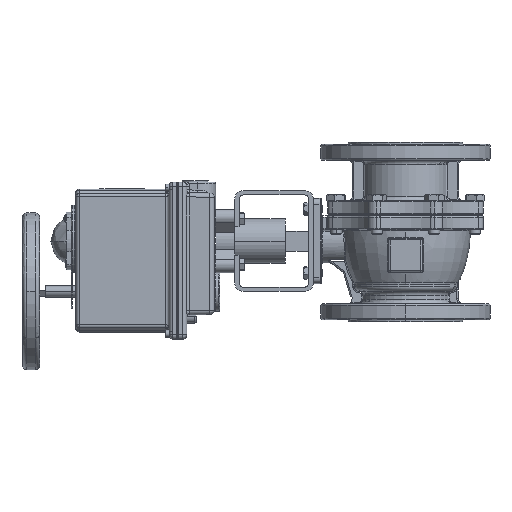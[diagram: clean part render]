
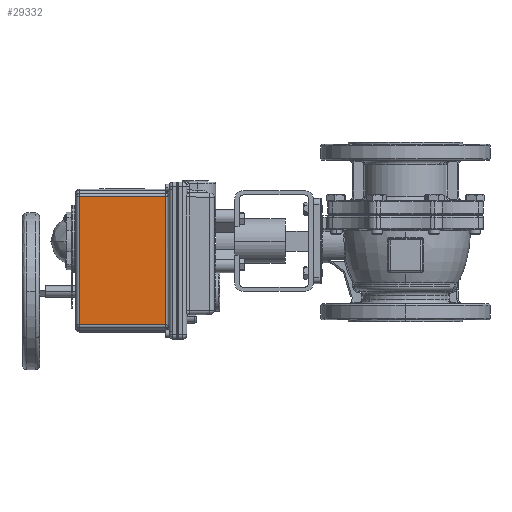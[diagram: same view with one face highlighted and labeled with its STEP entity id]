
A CAD part, left-side view. The second image highlights one B-rep face of the part: STEP entity #29332.
In plain terms, the highlighted planar face has unit normal (-1, 0, 0).
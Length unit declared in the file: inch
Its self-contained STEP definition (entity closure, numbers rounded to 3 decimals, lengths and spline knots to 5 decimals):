
#652 = ORIENTED_EDGE ( 'NONE', *, *, #25776, .F. ) ;
#1335 = ORIENTED_EDGE ( 'NONE', *, *, #25495, .F. ) ;
#2089 = VECTOR ( 'NONE', #17812, 39.37008 ) ;
#2948 = DIRECTION ( 'NONE',  ( 1., 0., 0. ) ) ;
#3826 = VERTEX_POINT ( 'NONE', #8171 ) ;
#4680 = AXIS2_PLACEMENT_3D ( 'NONE', #27713, #2948, #31845 ) ;
#4997 = DIRECTION ( 'NONE',  ( 0., 0., 1. ) ) ;
#6885 = PLANE ( 'NONE',  #4680 ) ;
#7469 = ORIENTED_EDGE ( 'NONE', *, *, #52615, .F. ) ;
#8171 = CARTESIAN_POINT ( 'NONE',  ( -2.065, 10.6725, -3.73733 ) ) ;
#9282 = VECTOR ( 'NONE', #34544, 39.37008 ) ;
#10562 = LINE ( 'NONE', #30439, #9282 ) ;
#14328 = LINE ( 'NONE', #26164, #2089 ) ;
#14652 = VECTOR ( 'NONE', #19228, 39.37008 ) ;
#15068 = CARTESIAN_POINT ( 'NONE',  ( -2.065, 14.7025, -3.73733 ) ) ;
#15976 = LINE ( 'NONE', #15068, #14652 ) ;
#17812 = DIRECTION ( 'NONE',  ( 0., 0., 1. ) ) ;
#19228 = DIRECTION ( 'NONE',  ( 0., 1., 0. ) ) ;
#19848 = VERTEX_POINT ( 'NONE', #31580 ) ;
#24585 = VERTEX_POINT ( 'NONE', #34546 ) ;
#25495 = EDGE_CURVE ( 'NONE', #45653, #19848, #37297, .T. ) ;
#25776 = EDGE_CURVE ( 'NONE', #3826, #45653, #15976, .T. ) ;
#26164 = CARTESIAN_POINT ( 'NONE',  ( -2.065, 10.6725, 2.315 ) ) ;
#26374 = VECTOR ( 'NONE', #4997, 39.37008 ) ;
#27713 = CARTESIAN_POINT ( 'NONE',  ( -2.065, 14.7025, 2.315 ) ) ;
#29332 = ADVANCED_FACE ( 'NONE', ( #38900 ), #6885, .F. ) ;
#29504 = EDGE_LOOP ( 'NONE', ( #7469, #1335, #652, #35217 ) ) ;
#30121 = EDGE_CURVE ( 'NONE', #3826, #24585, #14328, .T. ) ;
#30439 = CARTESIAN_POINT ( 'NONE',  ( -2.065, 14.7025, 1.98733 ) ) ;
#31580 = CARTESIAN_POINT ( 'NONE',  ( -2.065, 14.515, 1.98733 ) ) ;
#31845 = DIRECTION ( 'NONE',  ( 0., 0., -1. ) ) ;
#34544 = DIRECTION ( 'NONE',  ( 0., -1., 0. ) ) ;
#34546 = CARTESIAN_POINT ( 'NONE',  ( -2.065, 10.6725, 1.98733 ) ) ;
#35217 = ORIENTED_EDGE ( 'NONE', *, *, #30121, .T. ) ;
#37297 = LINE ( 'NONE', #42154, #26374 ) ;
#38900 = FACE_OUTER_BOUND ( 'NONE', #29504, .T. ) ;
#42154 = CARTESIAN_POINT ( 'NONE',  ( -2.065, 14.515, 2.315 ) ) ;
#45653 = VERTEX_POINT ( 'NONE', #51237 ) ;
#51237 = CARTESIAN_POINT ( 'NONE',  ( -2.065, 14.515, -3.73733 ) ) ;
#52615 = EDGE_CURVE ( 'NONE', #19848, #24585, #10562, .T. ) ;
